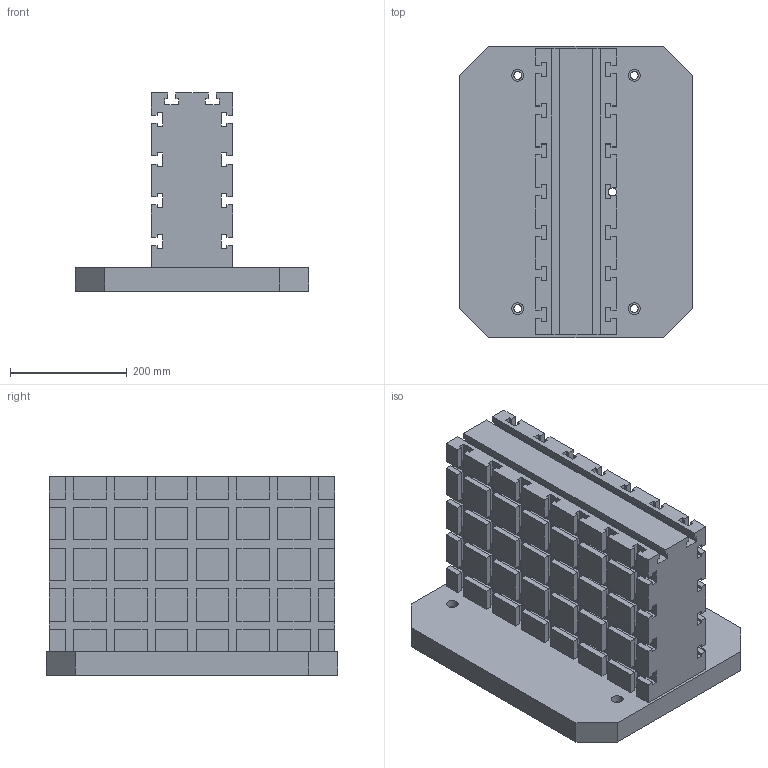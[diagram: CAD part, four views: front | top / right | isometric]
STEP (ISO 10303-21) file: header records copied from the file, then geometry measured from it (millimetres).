
FILE_DESCRIPTION(('STEP AP214'),'1');
FILE_NAME(' ',' ',('TraceParts'),('TraceParts S.A.'),'XStep 1.0',' ',' ');
FILE_SCHEMA(('automotive_design'));
Length unit declared in the file: millimetre
Products named in the file (1): 1
Bounding box: 400 x 500 x 340 mm (x, y, z)
Volume: 25194908.5 mm3; surface area: 1277799.9 mm2
Topology: 1 solids, 1 shells, 810 faces, 2134 edges, 1422 vertices
Faces by surface type: plane 752, cylinder 58
Entity records: 48884 total; most frequent: STYLED_ITEM 4367, PRESENTATION_STYLE_ASSIGNMENT 4367, CARTESIAN_POINT 4367, COLOUR_RGB 4367, ORIENTED_EDGE 4268, DIRECTION 3874, EDGE_CURVE 2134, CURVE_STYLE 2134
